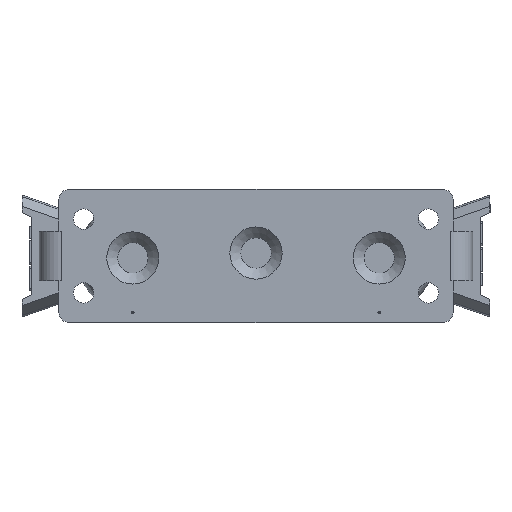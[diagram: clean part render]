
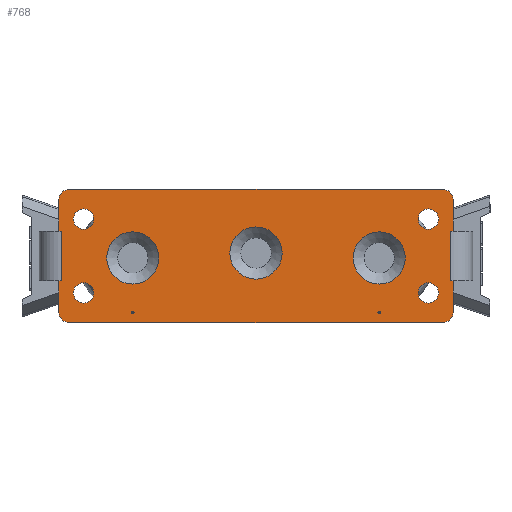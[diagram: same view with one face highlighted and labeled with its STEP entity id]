
A CAD part, front view. The second image highlights one B-rep face of the part: STEP entity #768.
In plain terms, the highlighted planar face has unit normal (0, -1, 0).
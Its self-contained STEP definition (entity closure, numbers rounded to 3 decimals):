
#123=CARTESIAN_POINT('',(-40.0,0.0,11.5));
#124=VERTEX_POINT('',#123);
#131=CARTESIAN_POINT('',(-38.0,0.0,13.5));
#132=VERTEX_POINT('',#131);
#133=CARTESIAN_POINT('',(-38.0,0.0,11.5));
#134=DIRECTION('',(0.0,1.0,0.0));
#135=DIRECTION('',(-0.707,0.0,0.707));
#136=AXIS2_PLACEMENT_3D('',#133,#134,#135);
#137=CIRCLE('',#136,2.0);
#138=EDGE_CURVE('',#124,#132,#137,.T.);
#163=CARTESIAN_POINT('',(-40.0,0.,5.01));
#164=VERTEX_POINT('',#163);
#171=CARTESIAN_POINT('',(-40.0,0.0,5.01));
#172=DIRECTION('',(0.0,0.0,1.0));
#173=VECTOR('',#172,6.49);
#174=LINE('',#171,#173);
#175=EDGE_CURVE('',#164,#124,#174,.T.);
#450=CARTESIAN_POINT('',(38.0,0.0,13.5));
#451=VERTEX_POINT('',#450);
#458=CARTESIAN_POINT('',(40.0,0.0,11.5));
#459=VERTEX_POINT('',#458);
#460=CARTESIAN_POINT('',(38.0,0.0,11.5));
#461=DIRECTION('',(0.0,1.0,0.0));
#462=DIRECTION('',(0.707,0.0,0.707));
#463=AXIS2_PLACEMENT_3D('',#460,#461,#462);
#464=CIRCLE('',#463,2.0);
#465=EDGE_CURVE('',#451,#459,#464,.T.);
#482=CARTESIAN_POINT('',(40.0,0.,5.01));
#483=VERTEX_POINT('',#482);
#484=CARTESIAN_POINT('',(40.0,0.0,11.5));
#485=DIRECTION('',(0.0,0.0,-1.0));
#486=VECTOR('',#485,6.49);
#487=LINE('',#484,#486);
#488=EDGE_CURVE('',#459,#483,#487,.T.);
#500=CARTESIAN_POINT('',(-42.,0.0,0.));
#501=DIRECTION('',(0.0,1.0,0.0));
#502=DIRECTION('',(0.0,0.0,1.0));
#503=AXIS2_PLACEMENT_3D('',#500,#501,#502);
#504=PLANE('',#503);
#505=ORIENTED_EDGE('',*,*,#138,.F.);
#506=ORIENTED_EDGE('',*,*,#175,.F.);
#507=CARTESIAN_POINT('',(-39.49,0.,5.01));
#508=VERTEX_POINT('',#507);
#509=CARTESIAN_POINT('',(-40.0,0.0,5.01));
#510=DIRECTION('',(1.0,0.0,0.0));
#511=VECTOR('',#510,0.51);
#512=LINE('',#509,#511);
#513=EDGE_CURVE('',#164,#508,#512,.T.);
#514=ORIENTED_EDGE('',*,*,#513,.T.);
#515=CARTESIAN_POINT('',(-39.49,0.,5.0));
#516=VERTEX_POINT('',#515);
#517=CARTESIAN_POINT('',(-39.49,0.0,5.01));
#518=DIRECTION('',(0.0,0.0,-1.0));
#519=VECTOR('',#518,0.01);
#520=LINE('',#517,#519);
#521=EDGE_CURVE('',#508,#516,#520,.T.);
#522=ORIENTED_EDGE('',*,*,#521,.T.);
#523=CARTESIAN_POINT('',(-39.5,0.0,5.0));
#524=VERTEX_POINT('',#523);
#525=CARTESIAN_POINT('',(-39.49,0.0,5.0));
#526=DIRECTION('',(-1.0,0.0,0.0));
#527=VECTOR('',#526,0.01);
#528=LINE('',#525,#527);
#529=EDGE_CURVE('',#516,#524,#528,.T.);
#530=ORIENTED_EDGE('',*,*,#529,.T.);
#531=CARTESIAN_POINT('',(-39.5,0.0,-5.0));
#532=VERTEX_POINT('',#531);
#533=CARTESIAN_POINT('',(-39.5,0.0,5.0));
#534=DIRECTION('',(0.0,0.0,-1.0));
#535=VECTOR('',#534,10.0);
#536=LINE('',#533,#535);
#537=EDGE_CURVE('',#524,#532,#536,.T.);
#538=ORIENTED_EDGE('',*,*,#537,.T.);
#539=CARTESIAN_POINT('',(-39.49,0.,-5.0));
#540=VERTEX_POINT('',#539);
#541=CARTESIAN_POINT('',(-39.5,0.0,-5.0));
#542=DIRECTION('',(1.0,0.0,0.0));
#543=VECTOR('',#542,0.01);
#544=LINE('',#541,#543);
#545=EDGE_CURVE('',#532,#540,#544,.T.);
#546=ORIENTED_EDGE('',*,*,#545,.T.);
#547=CARTESIAN_POINT('',(-39.49,0.,-5.01));
#548=VERTEX_POINT('',#547);
#549=CARTESIAN_POINT('',(-39.49,0.0,-5.0));
#550=DIRECTION('',(0.0,0.0,-1.0));
#551=VECTOR('',#550,0.01);
#552=LINE('',#549,#551);
#553=EDGE_CURVE('',#540,#548,#552,.T.);
#554=ORIENTED_EDGE('',*,*,#553,.T.);
#555=CARTESIAN_POINT('',(-40.0,0.,-5.01));
#556=VERTEX_POINT('',#555);
#557=CARTESIAN_POINT('',(-39.49,0.0,-5.01));
#558=DIRECTION('',(-1.0,0.0,0.0));
#559=VECTOR('',#558,0.51);
#560=LINE('',#557,#559);
#561=EDGE_CURVE('',#548,#556,#560,.T.);
#562=ORIENTED_EDGE('',*,*,#561,.T.);
#563=CARTESIAN_POINT('',(-40.0,0.0,-11.5));
#564=VERTEX_POINT('',#563);
#565=CARTESIAN_POINT('',(-40.0,0.0,-11.5));
#566=DIRECTION('',(0.0,0.0,1.0));
#567=VECTOR('',#566,6.49);
#568=LINE('',#565,#567);
#569=EDGE_CURVE('',#564,#556,#568,.T.);
#570=ORIENTED_EDGE('',*,*,#569,.F.);
#571=CARTESIAN_POINT('',(-38.0,0.0,-13.5));
#572=VERTEX_POINT('',#571);
#573=CARTESIAN_POINT('',(-38.0,0.0,-11.5));
#574=DIRECTION('',(0.0,1.0,0.0));
#575=DIRECTION('',(-0.707,0.0,-0.707));
#576=AXIS2_PLACEMENT_3D('',#573,#574,#575);
#577=CIRCLE('',#576,2.0);
#578=EDGE_CURVE('',#572,#564,#577,.T.);
#579=ORIENTED_EDGE('',*,*,#578,.F.);
#580=CARTESIAN_POINT('',(38.0,0.0,-13.5));
#581=VERTEX_POINT('',#580);
#582=CARTESIAN_POINT('',(38.0,0.0,-13.5));
#583=DIRECTION('',(-1.0,0.0,0.0));
#584=VECTOR('',#583,76.0);
#585=LINE('',#582,#584);
#586=EDGE_CURVE('',#581,#572,#585,.T.);
#587=ORIENTED_EDGE('',*,*,#586,.F.);
#588=CARTESIAN_POINT('',(40.0,0.0,-11.5));
#589=VERTEX_POINT('',#588);
#590=CARTESIAN_POINT('',(38.0,0.0,-11.5));
#591=DIRECTION('',(0.0,1.0,0.0));
#592=DIRECTION('',(0.707,0.0,-0.707));
#593=AXIS2_PLACEMENT_3D('',#590,#591,#592);
#594=CIRCLE('',#593,2.0);
#595=EDGE_CURVE('',#589,#581,#594,.T.);
#596=ORIENTED_EDGE('',*,*,#595,.F.);
#597=CARTESIAN_POINT('',(40.0,0.,-5.01));
#598=VERTEX_POINT('',#597);
#599=CARTESIAN_POINT('',(40.0,0.0,-5.01));
#600=DIRECTION('',(0.0,0.0,-1.0));
#601=VECTOR('',#600,6.49);
#602=LINE('',#599,#601);
#603=EDGE_CURVE('',#598,#589,#602,.T.);
#604=ORIENTED_EDGE('',*,*,#603,.F.);
#605=CARTESIAN_POINT('',(39.49,0.,-5.01));
#606=VERTEX_POINT('',#605);
#607=CARTESIAN_POINT('',(40.0,0.0,-5.01));
#608=DIRECTION('',(-1.0,0.0,0.0));
#609=VECTOR('',#608,0.51);
#610=LINE('',#607,#609);
#611=EDGE_CURVE('',#598,#606,#610,.T.);
#612=ORIENTED_EDGE('',*,*,#611,.T.);
#613=CARTESIAN_POINT('',(39.49,0.,-5.0));
#614=VERTEX_POINT('',#613);
#615=CARTESIAN_POINT('',(39.49,0.0,-5.01));
#616=DIRECTION('',(0.0,0.0,1.0));
#617=VECTOR('',#616,0.01);
#618=LINE('',#615,#617);
#619=EDGE_CURVE('',#606,#614,#618,.T.);
#620=ORIENTED_EDGE('',*,*,#619,.T.);
#621=CARTESIAN_POINT('',(39.5,0.0,-5.0));
#622=VERTEX_POINT('',#621);
#623=CARTESIAN_POINT('',(39.49,0.0,-5.0));
#624=DIRECTION('',(1.0,0.0,0.0));
#625=VECTOR('',#624,0.01);
#626=LINE('',#623,#625);
#627=EDGE_CURVE('',#614,#622,#626,.T.);
#628=ORIENTED_EDGE('',*,*,#627,.T.);
#629=CARTESIAN_POINT('',(39.5,0.0,5.0));
#630=VERTEX_POINT('',#629);
#631=CARTESIAN_POINT('',(39.5,0.0,-5.0));
#632=DIRECTION('',(0.0,0.0,1.0));
#633=VECTOR('',#632,10.0);
#634=LINE('',#631,#633);
#635=EDGE_CURVE('',#622,#630,#634,.T.);
#636=ORIENTED_EDGE('',*,*,#635,.T.);
#637=CARTESIAN_POINT('',(39.49,0.,5.0));
#638=VERTEX_POINT('',#637);
#639=CARTESIAN_POINT('',(39.5,0.0,5.0));
#640=DIRECTION('',(-1.0,0.0,0.0));
#641=VECTOR('',#640,0.01);
#642=LINE('',#639,#641);
#643=EDGE_CURVE('',#630,#638,#642,.T.);
#644=ORIENTED_EDGE('',*,*,#643,.T.);
#645=CARTESIAN_POINT('',(39.49,0.,5.01));
#646=VERTEX_POINT('',#645);
#647=CARTESIAN_POINT('',(39.49,0.0,5.0));
#648=DIRECTION('',(0.0,0.0,1.0));
#649=VECTOR('',#648,0.01);
#650=LINE('',#647,#649);
#651=EDGE_CURVE('',#638,#646,#650,.T.);
#652=ORIENTED_EDGE('',*,*,#651,.T.);
#653=CARTESIAN_POINT('',(39.49,0.0,5.01));
#654=DIRECTION('',(1.0,0.0,0.0));
#655=VECTOR('',#654,0.51);
#656=LINE('',#653,#655);
#657=EDGE_CURVE('',#646,#483,#656,.T.);
#658=ORIENTED_EDGE('',*,*,#657,.T.);
#659=ORIENTED_EDGE('',*,*,#488,.F.);
#660=ORIENTED_EDGE('',*,*,#465,.F.);
#661=CARTESIAN_POINT('',(-38.0,0.0,13.5));
#662=DIRECTION('',(1.0,0.0,0.0));
#663=VECTOR('',#662,76.0);
#664=LINE('',#661,#663);
#665=EDGE_CURVE('',#132,#451,#664,.T.);
#666=ORIENTED_EDGE('',*,*,#665,.F.);
#667=EDGE_LOOP('',(#505,#506,#514,#522,#530,#538,#546,#554,#562,#570,#579,#587,#596,#604,#612,#620,#628,#636,#644,#652,#658,#659,#660,#666));
#668=FACE_OUTER_BOUND('',#667,.T.);
#669=CARTESIAN_POINT('',(-32.933,0.0,7.5));
#670=VERTEX_POINT('',#669);
#671=CARTESIAN_POINT('',(-35.0,0.0,7.5));
#672=DIRECTION('',(0.0,1.0,0.0));
#673=DIRECTION('',(1.0,0.0,0.0));
#674=AXIS2_PLACEMENT_3D('',#671,#672,#673);
#675=CIRCLE('',#674,2.067);
#676=EDGE_CURVE('',#670,#670,#675,.T.);
#677=ORIENTED_EDGE('',*,*,#676,.T.);
#678=EDGE_LOOP('',(#677));
#679=FACE_BOUND('',#678,.T.);
#680=CARTESIAN_POINT('',(37.067,0.0,7.5));
#681=VERTEX_POINT('',#680);
#682=CARTESIAN_POINT('',(35.0,0.0,7.5));
#683=DIRECTION('',(0.0,1.0,0.0));
#684=DIRECTION('',(1.0,0.0,0.0));
#685=AXIS2_PLACEMENT_3D('',#682,#683,#684);
#686=CIRCLE('',#685,2.067);
#687=EDGE_CURVE('',#681,#681,#686,.T.);
#688=ORIENTED_EDGE('',*,*,#687,.T.);
#689=EDGE_LOOP('',(#688));
#690=FACE_BOUND('',#689,.T.);
#691=CARTESIAN_POINT('',(-32.933,0.0,-7.5));
#692=VERTEX_POINT('',#691);
#693=CARTESIAN_POINT('',(-35.0,0.0,-7.5));
#694=DIRECTION('',(0.0,1.0,0.0));
#695=DIRECTION('',(1.0,0.0,0.0));
#696=AXIS2_PLACEMENT_3D('',#693,#694,#695);
#697=CIRCLE('',#696,2.067);
#698=EDGE_CURVE('',#692,#692,#697,.T.);
#699=ORIENTED_EDGE('',*,*,#698,.T.);
#700=EDGE_LOOP('',(#699));
#701=FACE_BOUND('',#700,.T.);
#702=CARTESIAN_POINT('',(37.067,0.0,-7.5));
#703=VERTEX_POINT('',#702);
#704=CARTESIAN_POINT('',(35.0,0.0,-7.5));
#705=DIRECTION('',(0.0,1.0,0.0));
#706=DIRECTION('',(1.0,0.0,0.0));
#707=AXIS2_PLACEMENT_3D('',#704,#705,#706);
#708=CIRCLE('',#707,2.067);
#709=EDGE_CURVE('',#703,#703,#708,.T.);
#710=ORIENTED_EDGE('',*,*,#709,.T.);
#711=EDGE_LOOP('',(#710));
#712=FACE_BOUND('',#711,.T.);
#713=CARTESIAN_POINT('',(-19.7,0.0,-0.4));
#714=VERTEX_POINT('',#713);
#715=CARTESIAN_POINT('',(-25.0,0.0,-0.4));
#716=DIRECTION('',(0.0,1.0,0.0));
#717=DIRECTION('',(1.0,0.0,0.0));
#718=AXIS2_PLACEMENT_3D('',#715,#716,#717);
#719=CIRCLE('',#718,5.3);
#720=EDGE_CURVE('',#714,#714,#719,.T.);
#721=ORIENTED_EDGE('',*,*,#720,.T.);
#722=EDGE_LOOP('',(#721));
#723=FACE_BOUND('',#722,.T.);
#724=CARTESIAN_POINT('',(5.3,0.0,0.6));
#725=VERTEX_POINT('',#724);
#726=CARTESIAN_POINT('',(0.0,0.0,0.6));
#727=DIRECTION('',(0.0,1.0,0.0));
#728=DIRECTION('',(1.0,0.0,0.0));
#729=AXIS2_PLACEMENT_3D('',#726,#727,#728);
#730=CIRCLE('',#729,5.3);
#731=EDGE_CURVE('',#725,#725,#730,.T.);
#732=ORIENTED_EDGE('',*,*,#731,.T.);
#733=EDGE_LOOP('',(#732));
#734=FACE_BOUND('',#733,.T.);
#735=CARTESIAN_POINT('',(-24.75,0.0,-11.5));
#736=VERTEX_POINT('',#735);
#737=CARTESIAN_POINT('',(-25.0,0.0,-11.5));
#738=DIRECTION('',(0.0,1.0,0.0));
#739=DIRECTION('',(1.0,0.0,0.0));
#740=AXIS2_PLACEMENT_3D('',#737,#738,#739);
#741=CIRCLE('',#740,0.25);
#742=EDGE_CURVE('',#736,#736,#741,.T.);
#743=ORIENTED_EDGE('',*,*,#742,.T.);
#744=EDGE_LOOP('',(#743));
#745=FACE_BOUND('',#744,.T.);
#746=CARTESIAN_POINT('',(30.3,0.0,-0.4));
#747=VERTEX_POINT('',#746);
#748=CARTESIAN_POINT('',(25.0,0.0,-0.4));
#749=DIRECTION('',(0.0,1.0,0.0));
#750=DIRECTION('',(1.0,0.0,0.0));
#751=AXIS2_PLACEMENT_3D('',#748,#749,#750);
#752=CIRCLE('',#751,5.3);
#753=EDGE_CURVE('',#747,#747,#752,.T.);
#754=ORIENTED_EDGE('',*,*,#753,.T.);
#755=EDGE_LOOP('',(#754));
#756=FACE_BOUND('',#755,.T.);
#757=CARTESIAN_POINT('',(25.25,0.0,-11.5));
#758=VERTEX_POINT('',#757);
#759=CARTESIAN_POINT('',(25.0,0.0,-11.5));
#760=DIRECTION('',(0.0,1.0,0.0));
#761=DIRECTION('',(1.0,0.0,0.0));
#762=AXIS2_PLACEMENT_3D('',#759,#760,#761);
#763=CIRCLE('',#762,0.25);
#764=EDGE_CURVE('',#758,#758,#763,.T.);
#765=ORIENTED_EDGE('',*,*,#764,.T.);
#766=EDGE_LOOP('',(#765));
#767=FACE_BOUND('',#766,.T.);
#768=ADVANCED_FACE('',(#668,#679,#690,#701,#712,#723,#734,#745,#756,#767),#504,.F.);
